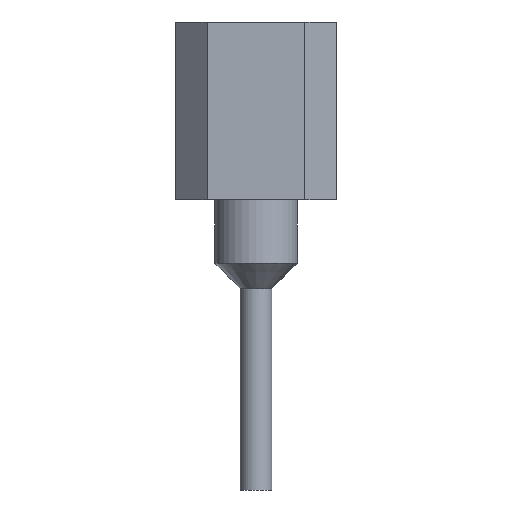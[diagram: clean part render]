
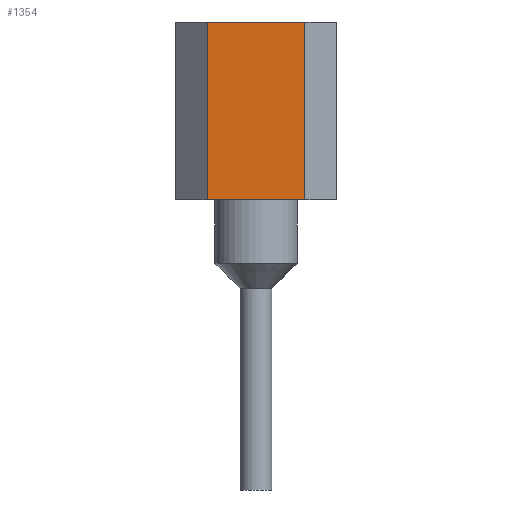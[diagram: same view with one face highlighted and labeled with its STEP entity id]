
A CAD part, left-side view. The second image highlights one B-rep face of the part: STEP entity #1354.
In plain terms, the highlighted planar face has unit normal (-1, 0, 0).
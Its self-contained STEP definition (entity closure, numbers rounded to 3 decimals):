
#55=LINE($,#2159,#151);
#56=LINE($,#2161,#152);
#57=LINE($,#2163,#153);
#58=LINE($,#2164,#154);
#151=VECTOR($,#1706,1.54);
#152=VECTOR($,#1707,2.8);
#153=VECTOR($,#1708,1.54);
#154=VECTOR($,#1709,2.8);
#241=PLANE($,#1509);
#374=FACE_OUTER_BOUND($,#487,.T.);
#487=EDGE_LOOP($,(#1016,#1017,#1018,#1019));
#723=VERTEX_POINT($,#2157);
#724=VERTEX_POINT($,#2158);
#725=VERTEX_POINT($,#2160);
#726=VERTEX_POINT($,#2162);
#853=EDGE_CURVE($,#723,#724,#55,.T.);
#854=EDGE_CURVE($,#725,#724,#56,.T.);
#855=EDGE_CURVE($,#725,#726,#57,.T.);
#856=EDGE_CURVE($,#726,#723,#58,.T.);
#1016=ORIENTED_EDGE($,*,*,#853,.T.);
#1017=ORIENTED_EDGE($,*,*,#854,.F.);
#1018=ORIENTED_EDGE($,*,*,#855,.T.);
#1019=ORIENTED_EDGE($,*,*,#856,.T.);
#1354=ADVANCED_FACE($,(#374),#241,.T.);
#1509=AXIS2_PLACEMENT_3D($,#2156,#1704,#1705);
#1704=DIRECTION('center_axis',(-1.,0.,0.));
#1705=DIRECTION('ref_axis',(0.,0.,
-1.));
#1706=DIRECTION($,(0.,1.,0.));
#1707=DIRECTION($,(0.,0.,1.));
#1708=DIRECTION($,(0.,-1.,0.));
#1709=DIRECTION($,(0.,0.,1.));
#2156=CARTESIAN_POINT('Origin',(-1.27,-0.77,1.4));
#2157=CARTESIAN_POINT('',(-1.27,-0.77,4.2));
#2158=CARTESIAN_POINT('',(-1.27,0.77,4.2));
#2159=CARTESIAN_POINT($,(-1.27,0.77,4.2));
#2160=CARTESIAN_POINT('',(-1.27,0.77,1.4));
#2161=CARTESIAN_POINT($,(-1.27,0.77,1.4));
#2162=CARTESIAN_POINT('',(-1.27,-0.77,1.4));
#2163=CARTESIAN_POINT($,(-1.27,0.77,1.4));
#2164=CARTESIAN_POINT($,(-1.27,-0.77,1.4));
